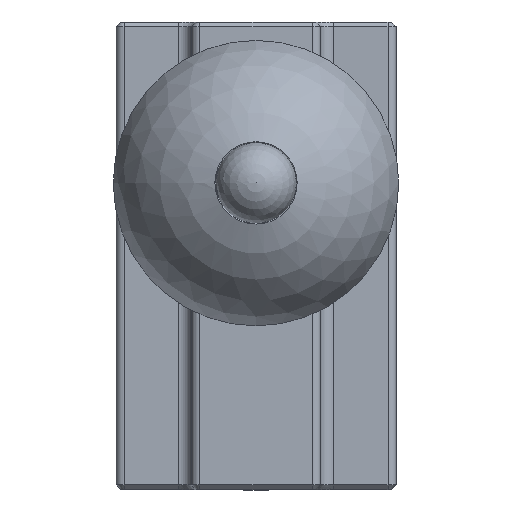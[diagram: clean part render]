
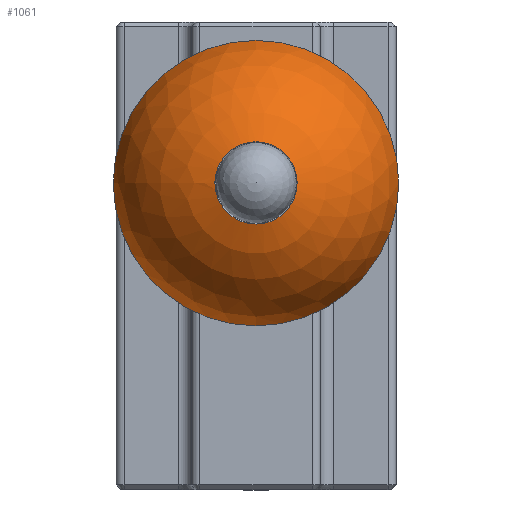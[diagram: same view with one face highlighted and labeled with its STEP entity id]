
A CAD part, top view. The second image highlights one B-rep face of the part: STEP entity #1061.
In plain terms, the highlighted spherical face has radius 9 mm.
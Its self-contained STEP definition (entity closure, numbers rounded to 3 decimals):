
#42=SPHERICAL_SURFACE('',#1172,9.);
#71=FACE_BOUND('',#252,.T.);
#174=FACE_OUTER_BOUND('',#251,.T.);
#251=EDGE_LOOP('',(#866));
#252=EDGE_LOOP('',(#867));
#308=CIRCLE('',#1166,8.851);
#310=CIRCLE('',#1171,2.55);
#516=VERTEX_POINT('',#1855);
#518=VERTEX_POINT('',#1862);
#637=EDGE_CURVE('',#516,#516,#308,.T.);
#639=EDGE_CURVE('',#518,#518,#310,.T.);
#866=ORIENTED_EDGE('',*,*,#637,.F.);
#867=ORIENTED_EDGE('',*,*,#639,.T.);
#1061=ADVANCED_FACE('',(#174,#71),#42,.T.);
#1166=AXIS2_PLACEMENT_3D('',#1856,#1428,#1429);
#1171=AXIS2_PLACEMENT_3D('',#1863,#1438,#1439);
#1172=AXIS2_PLACEMENT_3D('',#1864,#1440,#1441);
#1428=DIRECTION('center_axis',(0.,0.,-1.));
#1429=DIRECTION('ref_axis',(-1.,0.,0.));
#1438=DIRECTION('center_axis',(0.,0.,-1.));
#1439=DIRECTION('ref_axis',(-1.,0.,0.));
#1440=DIRECTION('center_axis',(0.,0.,1.));
#1441=DIRECTION('ref_axis',(1.,0.,0.));
#1855=CARTESIAN_POINT('',(-8.851,0.,15.5));
#1856=CARTESIAN_POINT('Origin',(0.,0.,15.5));
#1862=CARTESIAN_POINT('',(-2.55,0.,22.501));
#1863=CARTESIAN_POINT('Origin',(0.,0.,22.501));
#1864=CARTESIAN_POINT('Origin',(0.,0.,13.87));
